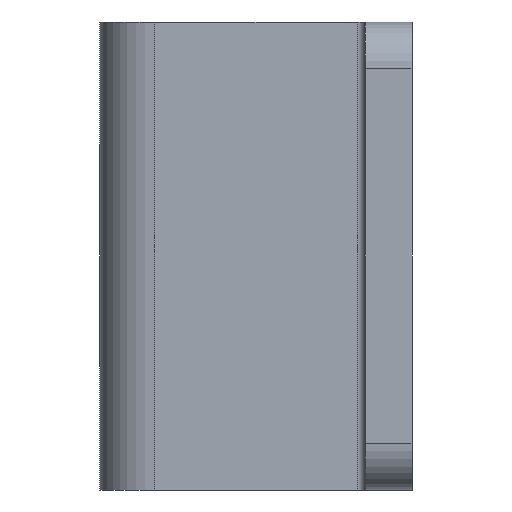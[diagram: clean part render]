
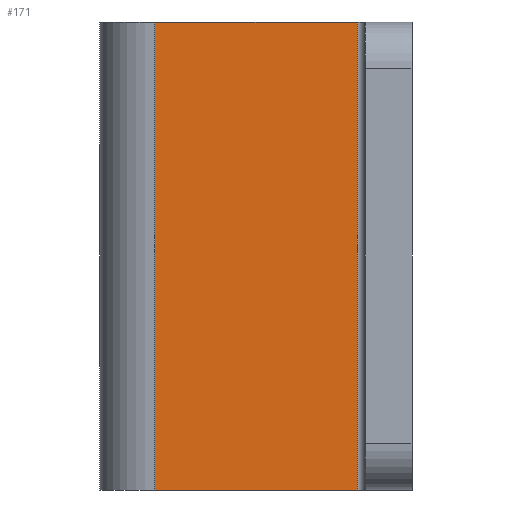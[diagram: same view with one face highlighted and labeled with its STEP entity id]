
A CAD part, left-side view. The second image highlights one B-rep face of the part: STEP entity #171.
In plain terms, the highlighted planar face has unit normal (-1, 0, 0).
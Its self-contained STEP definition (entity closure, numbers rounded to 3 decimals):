
#71 = CARTESIAN_POINT ( 'NONE',  ( -20., -13.5, 15. ) ) ;
#72 = CARTESIAN_POINT ( 'NONE',  ( -20., -13.5, -15. ) ) ;
#78 = CARTESIAN_POINT ( 'NONE',  ( -20., -0.5, -15. ) ) ;
#79 = CARTESIAN_POINT ( 'NONE',  ( -20., -0.5, 15. ) ) ;
#140 = VECTOR ( 'NONE', #997, 1000. ) ;
#159 = EDGE_CURVE ( 'NONE', #943, #935, #995, .T. ) ;
#168 = EDGE_CURVE ( 'NONE', #935, #936, #1024, .T. ) ;
#171 = ADVANCED_FACE ( 'NONE', ( #1123 ), #1030, .F. ) ;
#174 = EDGE_CURVE ( 'NONE', #942, #936, #1044, .T. ) ;
#185 = EDGE_CURVE ( 'NONE', #943, #942, #425, .T. ) ;
#425 = LINE ( 'NONE', #426, #1119 ) ;
#426 = CARTESIAN_POINT ( 'NONE',  ( -20., -0.5, 15. ) ) ;
#427 = DIRECTION ( 'NONE',  ( 0., 0., -1. ) ) ;
#884 = ORIENTED_EDGE ( 'NONE', *, *, #174, .T. ) ;
#885 = ORIENTED_EDGE ( 'NONE', *, *, #159, .F. ) ;
#886 = ORIENTED_EDGE ( 'NONE', *, *, #168, .F. ) ;
#887 = ORIENTED_EDGE ( 'NONE', *, *, #185, .T. ) ;
#935 = VERTEX_POINT ( 'NONE', #71 ) ;
#936 = VERTEX_POINT ( 'NONE', #72 ) ;
#942 = VERTEX_POINT ( 'NONE', #78 ) ;
#943 = VERTEX_POINT ( 'NONE', #79 ) ;
#968 = EDGE_LOOP ( 'NONE', ( #884, #886, #885, #887 ) ) ;
#995 = LINE ( 'NONE', #996, #140 ) ;
#996 = CARTESIAN_POINT ( 'NONE',  ( -20., -0.5, 15. ) ) ;
#997 = DIRECTION ( 'NONE',  ( 0., -1., 0. ) ) ;
#1024 = LINE ( 'NONE', #1025, #1117 ) ;
#1025 = CARTESIAN_POINT ( 'NONE',  ( -20., -13.5, 15. ) ) ;
#1026 = DIRECTION ( 'NONE',  ( 0., 0., -1. ) ) ;
#1030 = PLANE ( 'NONE',  #1113 ) ;
#1034 = CARTESIAN_POINT ( 'NONE',  ( -20., -0.5, 15. ) ) ;
#1035 = DIRECTION ( 'NONE',  ( 1., 0., 0. ) ) ;
#1036 = DIRECTION ( 'NONE',  ( 0., 0., -1. ) ) ;
#1044 = LINE ( 'NONE', #1045, #1133 ) ;
#1045 = CARTESIAN_POINT ( 'NONE',  ( -20., -0.5, -15. ) ) ;
#1046 = DIRECTION ( 'NONE',  ( 0., -1., 0. ) ) ;
#1113 = AXIS2_PLACEMENT_3D ( 'NONE', #1034, #1035, #1036 ) ;
#1117 = VECTOR ( 'NONE', #1026, 1000. ) ;
#1119 = VECTOR ( 'NONE', #427, 1000. ) ;
#1123 = FACE_OUTER_BOUND ( 'NONE', #968, .T. ) ;
#1133 = VECTOR ( 'NONE', #1046, 1000. ) ;
